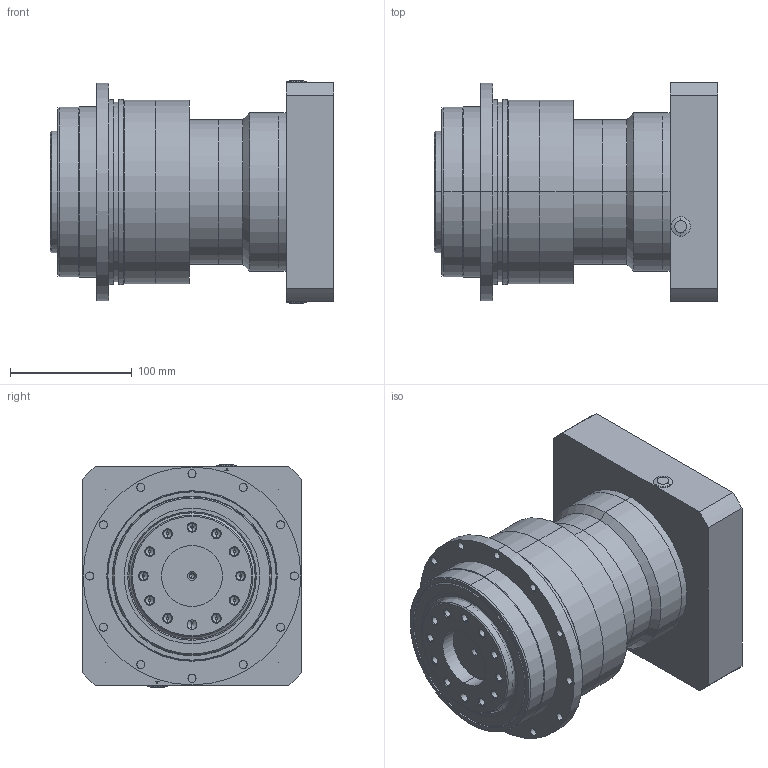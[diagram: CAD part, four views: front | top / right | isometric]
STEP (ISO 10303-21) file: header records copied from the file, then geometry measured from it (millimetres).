
FILE_DESCRIPTION (( 'STEP AP203' ), '1' );
FILE_NAME ('GPD140-L2-(35-114.3-200-M12).STEP', '2024-07-10T03:58:14', ( '' ), ( '' ), 'SwSTEP 2.0', 'SolidWorks 2019', '' );
FILE_SCHEMA (( 'CONFIG_CONTROL_DESIGN' ));
Length unit declared in the file: millimetre
Products named in the file (1): GPD140-L2-(35-114.3-200-M12)
Bounding box: 232.5 x 180 x 183 mm (x, y, z)
Volume: 3663753.2 mm3; surface area: 412703.5 mm2
Topology: 15 solids, 16 shells, 437 faces, 1020 edges, 630 vertices
Faces by surface type: cylinder 161, plane 130, cone 100, bspline 28, torus 18
Entity records: 13995 total; most frequent: CARTESIAN_POINT 3734, DIRECTION 2252, ORIENTED_EDGE 2016, EDGE_CURVE 1008, AXIS2_PLACEMENT_3D 906, VERTEX_POINT 630, EDGE_LOOP 526, CIRCLE 496
